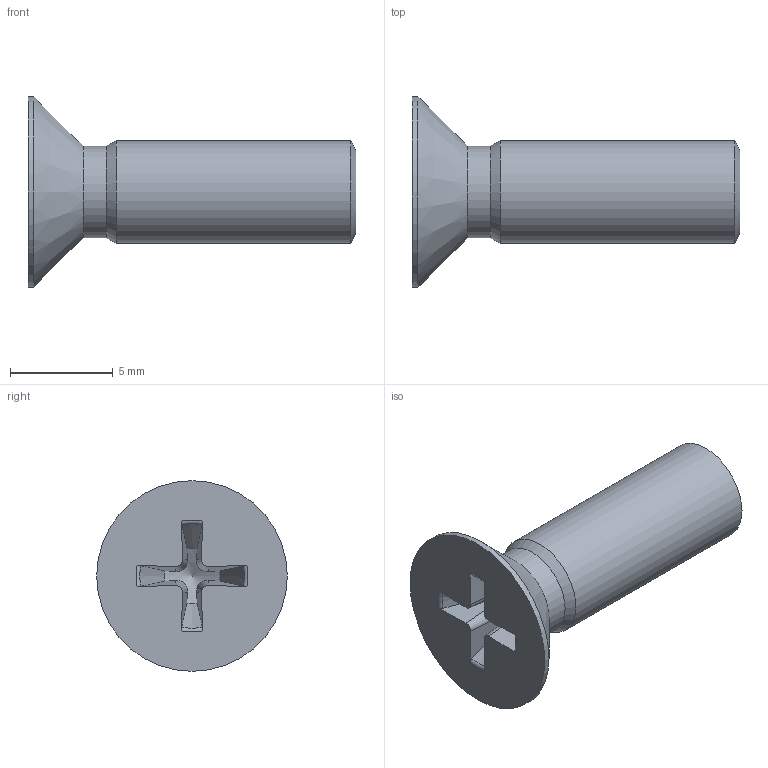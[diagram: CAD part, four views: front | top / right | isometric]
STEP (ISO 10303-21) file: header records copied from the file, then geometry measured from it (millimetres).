
FILE_DESCRIPTION(/* description */ ('Cross recessed countersunk flat head screws Type H'),/* implementation_level */ '2;1');
FILE_NAME(/* name */ 'Screw GB_T 819.1 M5 x 16.stp',/* time_stamp */ '2022-08-07T14:32:38+05:00',/* author */ ('Дом'),/* organization */ (''),/* preprocessor_version */ 'ST-DEVELOPER v19',/* originating_system */ 'Autodesk Inventor 2023',/* authorisation */ '');
FILE_SCHEMA (('AUTOMOTIVE_DESIGN { 1 0 10303 214 3 1 1 }'));
Length unit declared in the file: millimetre
Products named in the file (1): Screw GB/T 819.1 M5 x 16
Bounding box: 16 x 9.3 x 9.3 mm (x, y, z)
Volume: 353.6 mm3; surface area: 408.6 mm2
Topology: 1 solids, 1 shells, 29 faces, 77 edges, 50 vertices
Faces by surface type: cone 12, plane 10, torus 4, cylinder 3
Full cylindrical faces by diameter (mm): 4.48 x1, 5 x1, 9.3 x1
Entity records: 1010 total; most frequent: CARTESIAN_POINT 296, ORIENTED_EDGE 152, DIRECTION 133, EDGE_CURVE 76, AXIS2_PLACEMENT_3D 55, VERTEX_POINT 50, EDGE_LOOP 30, FACE_OUTER_BOUND 29
